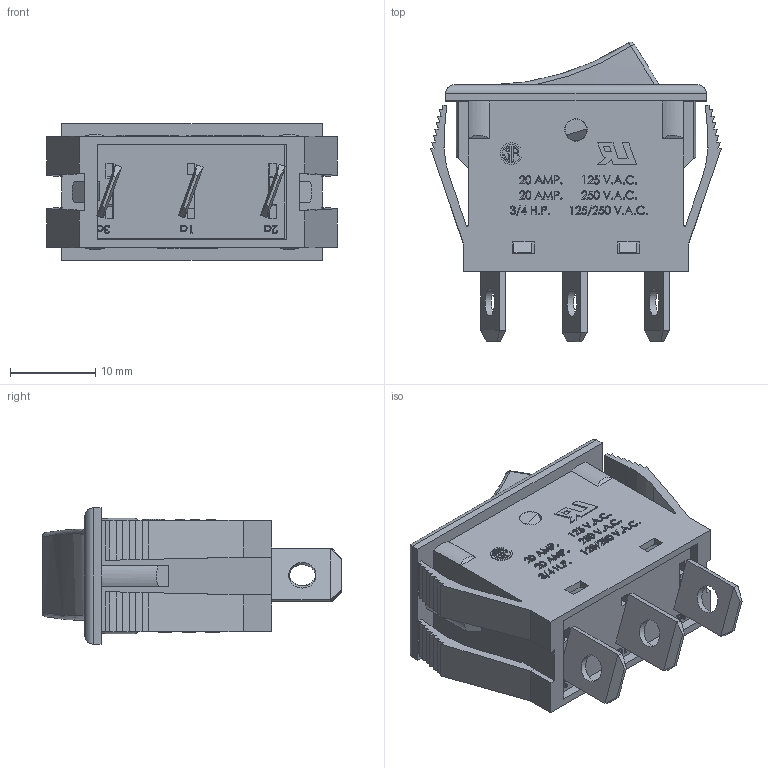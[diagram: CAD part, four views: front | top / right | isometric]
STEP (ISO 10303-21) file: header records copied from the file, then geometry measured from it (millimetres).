
FILE_DESCRIPTION(/* description */ (''),/* implementation_level */ '2;1');
FILE_NAME(/* name */ 'SPDT Assembly 3D Model.stp',/* time_stamp */ '2021-05-28T09:15:28-04:00',/* author */ ('dwiltbank'),/* organization */ (''),/* preprocessor_version */ 'ST-DEVELOPER v18.1',/* originating_system */ 'Autodesk Inventor 2020',/* authorisation */ '');
FILE_SCHEMA (('AUTOMOTIVE_DESIGN { 1 0 10303 214 3 1 1 }'));
Products named in the file (1): SPDT Assembly Shell_Shrinkwrap_1
Bounding box: 34.16 x 35.22 x 16 mm (x, y, z)
Volume: 4780.1 mm3; surface area: 7726.7 mm2
Topology: 1 solids, 1 shells, 1309 faces, 3596 edges, 2369 vertices
Faces by surface type: plane 857, bspline 348, cylinder 89, sphere 10, cone 4, torus 1
Full cylindrical faces by diameter (mm): 2.54 x2, 2.642 x4, 3.2 x3, 4.724 x1, 5.131 x1, 5.309 x2, 8.382 x1
Entity records: 61428 total; most frequent: CARTESIAN_POINT 28933, ORIENTED_EDGE 7192, DIRECTION 5035, EDGE_CURVE 3596, LINE 2627, VECTOR 2627, VERTEX_POINT 2369, EDGE_LOOP 1441
